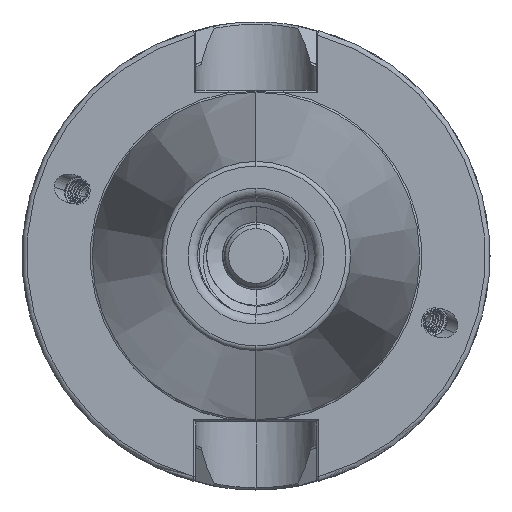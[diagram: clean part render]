
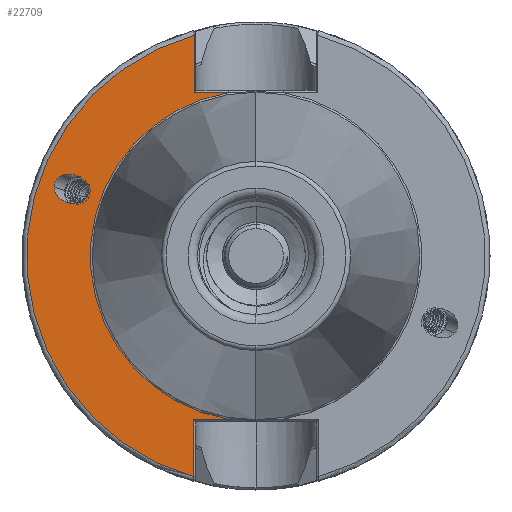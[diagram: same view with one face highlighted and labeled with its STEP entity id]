
A CAD part, left-side view. The second image highlights one B-rep face of the part: STEP entity #22709.
In plain terms, the highlighted planar face has unit normal (-1, 0, 0).
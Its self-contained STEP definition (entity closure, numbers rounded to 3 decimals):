
#249 = FACE_OUTER_BOUND ( 'NONE', #10909, .T. ) ;
#253 = FACE_BOUND ( 'NONE', #10840, .T. ) ;
#2937 = VERTEX_POINT ( 'NONE', #19464 ) ;
#2958 = VERTEX_POINT ( 'NONE', #19450 ) ;
#3092 = VERTEX_POINT ( 'NONE', #19447 ) ;
#3112 =( BOUNDED_CURVE ( )  B_SPLINE_CURVE ( 3, ( #9286, #9293, #9287, #8633 ),
 .UNSPECIFIED., .F., .T. ) 
 B_SPLINE_CURVE_WITH_KNOTS ( ( 4, 4 ),
 ( 2.852, 5.993 ),
 .UNSPECIFIED. ) 
 CURVE ( )  GEOMETRIC_REPRESENTATION_ITEM ( )  RATIONAL_B_SPLINE_CURVE ( ( 1., 0.333, 0.333, 1. ) ) 
 REPRESENTATION_ITEM ( '' )  );
#3131 =( BOUNDED_CURVE ( )  B_SPLINE_CURVE ( 3, ( #9225, #9254, #9244, #9259 ),
 .UNSPECIFIED., .F., .T. ) 
 B_SPLINE_CURVE_WITH_KNOTS ( ( 4, 4 ),
 ( 5.993, 6.283 ),
 .UNSPECIFIED. ) 
 CURVE ( )  GEOMETRIC_REPRESENTATION_ITEM ( )  RATIONAL_B_SPLINE_CURVE ( ( 1., 0.993, 0.993, 1. ) ) 
 REPRESENTATION_ITEM ( '' )  );
#6857 = EDGE_CURVE ( 'NONE', #11443, #11409, #3131, .T. ) ;
#6875 = EDGE_CURVE ( 'NONE', #11307, #11443, #3112, .T. ) ;
#7040 = EDGE_CURVE ( 'NONE', #7551, #2958, #21786, .T. ) ;
#7053 = EDGE_CURVE ( 'NONE', #2937, #3092, #21867, .T. ) ;
#7055 = EDGE_CURVE ( 'NONE', #7551, #7569, #21854, .T. ) ;
#7076 = EDGE_CURVE ( 'NONE', #2958, #7559, #21857, .T. ) ;
#7087 = EDGE_CURVE ( 'NONE', #11409, #11307, #11317, .T. ) ;
#7101 = EDGE_CURVE ( 'NONE', #3092, #7569, #21839, .T. ) ;
#7111 = EDGE_CURVE ( 'NONE', #7559, #2937, #21898, .T. ) ;
#7551 = VERTEX_POINT ( 'NONE', #12647 ) ;
#7559 = VERTEX_POINT ( 'NONE', #12639 ) ;
#7569 = VERTEX_POINT ( 'NONE', #12650 ) ;
#8633 = CARTESIAN_POINT ( 'NONE',  ( 0., 35.816, 13.963 ) ) ;
#9225 = CARTESIAN_POINT ( 'NONE',  ( 0., 35.816, 13.963 ) ) ;
#9244 = CARTESIAN_POINT ( 'NONE',  ( 0., 35.867, 13.369 ) ) ;
#9254 = CARTESIAN_POINT ( 'NONE',  ( 0., 35.816, 13.662 ) ) ;
#9259 = CARTESIAN_POINT ( 'NONE',  ( 0., 35.968, 13.091 ) ) ;
#9286 = CARTESIAN_POINT ( 'NONE',  ( 0., 43.118, 14.766 ) ) ;
#9287 = CARTESIAN_POINT ( 'NONE',  ( 0., 35.816, 20.184 ) ) ;
#9293 = CARTESIAN_POINT ( 'NONE',  ( 0., 43.118, 20.987 ) ) ;
#10474 = DIRECTION ( 'NONE',  ( 1., 0., 0. ) ) ;
#10490 = CARTESIAN_POINT ( 'NONE',  ( 0., 35.398, 0. ) ) ;
#10494 = PLANE ( 'NONE',  #12993 ) ;
#10497 = DIRECTION ( 'NONE',  ( 0., 0., -1. ) ) ;
#10840 = EDGE_LOOP ( 'NONE', ( #11592, #11593, #11607 ) ) ;
#10909 = EDGE_LOOP ( 'NONE', ( #11585, #11630, #11562, #11609, #11578, #11549 ) ) ;
#11307 = VERTEX_POINT ( 'NONE', #12847 ) ;
#11317 =( BOUNDED_CURVE ( )  B_SPLINE_CURVE ( 3, ( #14088, #14089, #14094, #14098 ),
 .UNSPECIFIED., .F., .F. ) 
 B_SPLINE_CURVE_WITH_KNOTS ( ( 4, 4 ),
 ( 0., 2.852 ),
 .UNSPECIFIED. ) 
 CURVE ( )  GEOMETRIC_REPRESENTATION_ITEM ( )  RATIONAL_B_SPLINE_CURVE ( ( 1., 0.43, 0.43, 1. ) ) 
 REPRESENTATION_ITEM ( '' )  );
#11409 = VERTEX_POINT ( 'NONE', #12978 ) ;
#11443 = VERTEX_POINT ( 'NONE', #12939 ) ;
#11549 = ORIENTED_EDGE ( 'NONE', *, *, #7076, .T. ) ;
#11562 = ORIENTED_EDGE ( 'NONE', *, *, #7101, .T. ) ;
#11578 = ORIENTED_EDGE ( 'NONE', *, *, #7040, .T. ) ;
#11585 = ORIENTED_EDGE ( 'NONE', *, *, #7111, .T. ) ;
#11592 = ORIENTED_EDGE ( 'NONE', *, *, #7087, .T. ) ;
#11593 = ORIENTED_EDGE ( 'NONE', *, *, #6875, .T. ) ;
#11607 = ORIENTED_EDGE ( 'NONE', *, *, #6857, .T. ) ;
#11609 = ORIENTED_EDGE ( 'NONE', *, *, #7055, .F. ) ;
#11630 = ORIENTED_EDGE ( 'NONE', *, *, #7053, .T. ) ;
#12639 = CARTESIAN_POINT ( 'NONE',  ( 0., 13.194, 47.19 ) ) ;
#12647 = CARTESIAN_POINT ( 'NONE',  ( 0., 5.916, 34.9 ) ) ;
#12650 = CARTESIAN_POINT ( 'NONE',  ( 0., 5.916, -34.9 ) ) ;
#12847 = CARTESIAN_POINT ( 'NONE',  ( 0., 43.118, 14.766 ) ) ;
#12939 = CARTESIAN_POINT ( 'NONE',  ( 0., 35.816, 13.963 ) ) ;
#12978 = CARTESIAN_POINT ( 'NONE',  ( 0., 35.968, 13.091 ) ) ;
#12993 = AXIS2_PLACEMENT_3D ( 'NONE', #10490, #10474, #10497 ) ;
#13664 = AXIS2_PLACEMENT_3D ( 'NONE', #20163, #20156, #20187 ) ;
#13700 = AXIS2_PLACEMENT_3D ( 'NONE', #14240, #14275, #14268 ) ;
#14088 = CARTESIAN_POINT ( 'NONE',  ( 0., 35.968, 13.091 ) ) ;
#14089 = CARTESIAN_POINT ( 'NONE',  ( 0., 37.57, 8.69 ) ) ;
#14094 = CARTESIAN_POINT ( 'NONE',  ( 0., 43.118, 9.99 ) ) ;
#14098 = CARTESIAN_POINT ( 'NONE',  ( 0., 43.118, 14.766 ) ) ;
#14203 = CARTESIAN_POINT ( 'NONE',  ( 0., 35.398, -34.9 ) ) ;
#14214 = DIRECTION ( 'NONE',  ( 0., -1., 0. ) ) ;
#14240 = CARTESIAN_POINT ( 'NONE',  ( 0., 0., 0. ) ) ;
#14268 = DIRECTION ( 'NONE',  ( 0., 0., 1. ) ) ;
#14275 = DIRECTION ( 'NONE',  ( -1., 0., 0. ) ) ;
#15191 = CARTESIAN_POINT ( 'NONE',  ( 0., 13.194, 47.285 ) ) ;
#15214 = DIRECTION ( 'NONE',  ( 0., 0., 1. ) ) ;
#19447 = CARTESIAN_POINT ( 'NONE',  ( 0., 13.279, -34.9 ) ) ;
#19450 = CARTESIAN_POINT ( 'NONE',  ( 0., 13.194, 34.9 ) ) ;
#19464 = CARTESIAN_POINT ( 'NONE',  ( 0., 13.279, -47.166 ) ) ;
#20155 = CARTESIAN_POINT ( 'NONE',  ( 0., 13.279, 0. ) ) ;
#20156 = DIRECTION ( 'NONE',  ( -1., 0., 0. ) ) ;
#20163 = CARTESIAN_POINT ( 'NONE',  ( 0., 0., 0. ) ) ;
#20185 = DIRECTION ( 'NONE',  ( 0., 0., 1. ) ) ;
#20187 = DIRECTION ( 'NONE',  ( 0., 0., 1. ) ) ;
#21141 = CARTESIAN_POINT ( 'NONE',  ( 0., 12.85, 34.9 ) ) ;
#21149 = DIRECTION ( 'NONE',  ( 0., 1., 0. ) ) ;
#21786 = LINE ( 'NONE', #21141, #21816 ) ;
#21816 = VECTOR ( 'NONE', #21149, 1000. ) ;
#21839 = LINE ( 'NONE', #14203, #21849 ) ;
#21849 = VECTOR ( 'NONE', #14214, 1000. ) ;
#21854 = CIRCLE ( 'NONE', #13664, 35.398 ) ;
#21857 = LINE ( 'NONE', #15191, #21866 ) ;
#21866 = VECTOR ( 'NONE', #15214, 1000. ) ;
#21867 = LINE ( 'NONE', #20155, #21873 ) ;
#21873 = VECTOR ( 'NONE', #20185, 1000. ) ;
#21898 = CIRCLE ( 'NONE', #13700, 49. ) ;
#22709 = ADVANCED_FACE ( 'NONE', ( #253, #249 ), #10494, .F. ) ;
